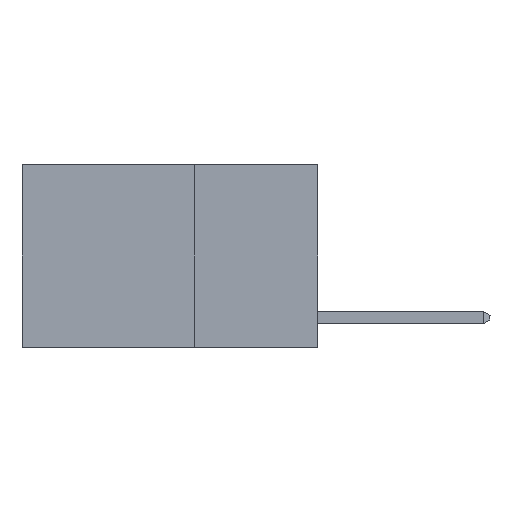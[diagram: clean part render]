
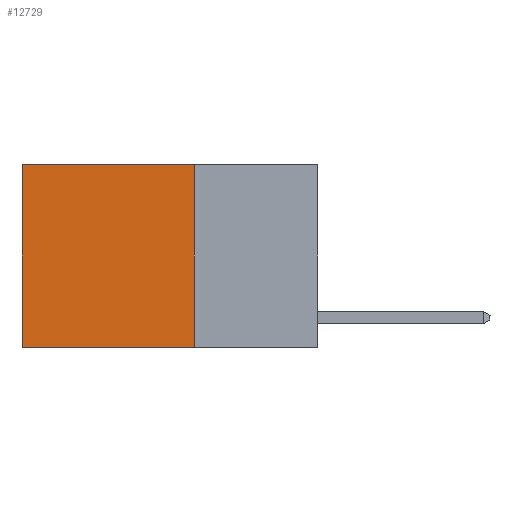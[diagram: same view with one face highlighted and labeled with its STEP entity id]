
A CAD part, left-side view. The second image highlights one B-rep face of the part: STEP entity #12729.
In plain terms, the highlighted planar face has unit normal (-1, 0, 0).
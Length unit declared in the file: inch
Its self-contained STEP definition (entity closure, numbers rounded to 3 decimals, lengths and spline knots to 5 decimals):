
#525 = CARTESIAN_POINT ( 'NONE',  ( 0.2625, 0.6, -0.37 ) ) ;
#676 = FACE_OUTER_BOUND ( 'NONE', #7641, .T. ) ;
#1356 = CARTESIAN_POINT ( 'NONE',  ( 0.2625, 0.6, 0. ) ) ;
#1468 = DIRECTION ( 'NONE',  ( 0., 0., -1. ) ) ;
#1840 = ORIENTED_EDGE ( 'NONE', *, *, #8568, .T. ) ;
#2351 = PLANE ( 'NONE',  #19798 ) ;
#3352 = EDGE_CURVE ( 'NONE', #4388, #5263, #8159, .T. ) ;
#3806 = VECTOR ( 'NONE', #1468, 39.37008 ) ;
#3977 = DIRECTION ( 'NONE',  ( 1., 0., 0. ) ) ;
#3997 = EDGE_CURVE ( 'NONE', #4388, #6630, #12286, .T. ) ;
#4388 = VERTEX_POINT ( 'NONE', #16926 ) ;
#5263 = VERTEX_POINT ( 'NONE', #9424 ) ;
#6630 = VERTEX_POINT ( 'NONE', #1356 ) ;
#7641 = EDGE_LOOP ( 'NONE', ( #1840, #9914, #18149, #10381 ) ) ;
#7927 = DIRECTION ( 'NONE',  ( 0., 1., 0. ) ) ;
#7934 = CARTESIAN_POINT ( 'NONE',  ( 0.2625, 0.25, -0.37 ) ) ;
#7955 = CARTESIAN_POINT ( 'NONE',  ( 0.2625, 0.25, 0. ) ) ;
#8159 = LINE ( 'NONE', #7955, #3806 ) ;
#8568 = EDGE_CURVE ( 'NONE', #6630, #14669, #15165, .T. ) ;
#9424 = CARTESIAN_POINT ( 'NONE',  ( 0.2625, 0.25, -0.37 ) ) ;
#9914 = ORIENTED_EDGE ( 'NONE', *, *, #14354, .F. ) ;
#10381 = ORIENTED_EDGE ( 'NONE', *, *, #3997, .T. ) ;
#10835 = VECTOR ( 'NONE', #16043, 39.37008 ) ;
#12286 = LINE ( 'NONE', #19208, #16073 ) ;
#12729 = ADVANCED_FACE ( 'NONE', ( #676 ), #2351, .F. ) ;
#13800 = CARTESIAN_POINT ( 'NONE',  ( 0.2625, 0.25, 0. ) ) ;
#14354 = EDGE_CURVE ( 'NONE', #5263, #14669, #15635, .T. ) ;
#14669 = VERTEX_POINT ( 'NONE', #525 ) ;
#14896 = CARTESIAN_POINT ( 'NONE',  ( 0.2625, 0.6, 0. ) ) ;
#15165 = LINE ( 'NONE', #14896, #18381 ) ;
#15405 = DIRECTION ( 'NONE',  ( 0., 0., -1. ) ) ;
#15635 = LINE ( 'NONE', #7934, #10835 ) ;
#16043 = DIRECTION ( 'NONE',  ( 0., 1., 0. ) ) ;
#16073 = VECTOR ( 'NONE', #7927, 39.37008 ) ;
#16510 = DIRECTION ( 'NONE',  ( 0., 0., -1. ) ) ;
#16926 = CARTESIAN_POINT ( 'NONE',  ( 0.2625, 0.25, 0. ) ) ;
#18149 = ORIENTED_EDGE ( 'NONE', *, *, #3352, .F. ) ;
#18381 = VECTOR ( 'NONE', #16510, 39.37008 ) ;
#19208 = CARTESIAN_POINT ( 'NONE',  ( 0.2625, 0.25, 0. ) ) ;
#19798 = AXIS2_PLACEMENT_3D ( 'NONE', #13800, #3977, #15405 ) ;
